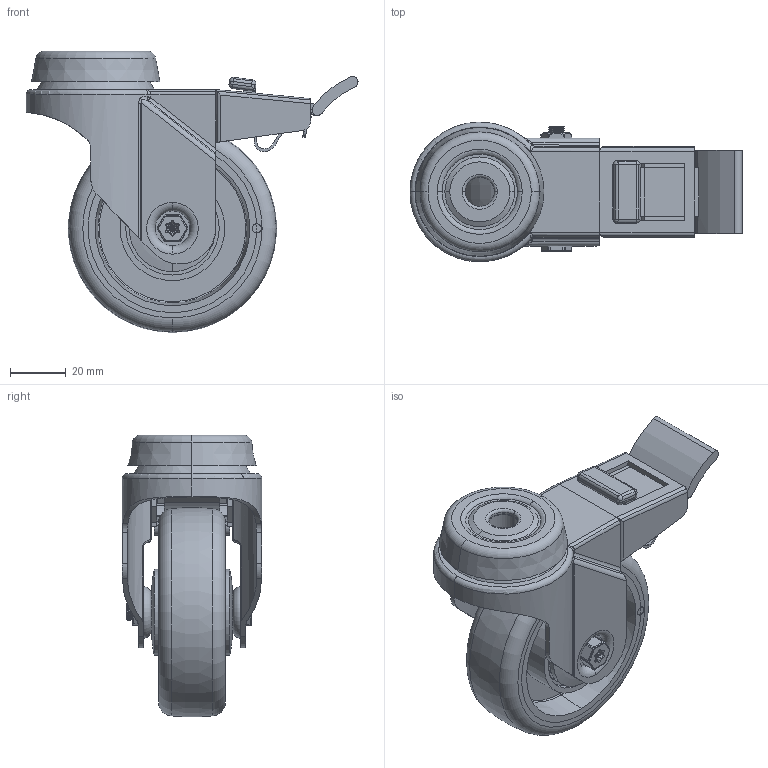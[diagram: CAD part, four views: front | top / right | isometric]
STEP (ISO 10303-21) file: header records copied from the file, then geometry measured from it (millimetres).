
FILE_DESCRIPTION(('STEP AP203'),'1');
FILE_NAME('BZRA75GRECBJBH10SWB.STEP','2023-06-01T13:17:17',(' '),(' '),'Spatial InterOp 3D',' ',' ');
FILE_SCHEMA(('CONFIG_CONTROL_DESIGN'));
Length unit declared in the file: metre
Products named in the file (22): BZRA75ASBH10SWB; ZINC PLATED PRESSED STEEL HEAD; ZINC PLATED PRESSED STEEL FORKS; ZINC PLATED PRESSED STEEL BRAKE; NYLON BRAKE PEDAL; BRAKE PAD; BZRA75GRECBJBH10SWB; ELECTRICALLY CONDUCTIVE RUBBER TYRE; ELECTRICALLY CONDUCTIVE RUBBER TYRE Geometry; EC SPOT; SSL75WGRECBJM6; POLYPROPYLENE RIM; BEARING S608; Component1; Pattern; Component2; Component3; CAP; BOLTBZRA6MM; ZINC PLATED AXLE BOLT; NM6GR8HALFGR8; ZINC PLATED LOCKING NUT
Assembly tree (27 placements, depth 5):
  BZRA75GRECBJBH10SWB
    BZRA75ASBH10SWB
      ZINC PLATED PRESSED STEEL HEAD
      ZINC PLATED PRESSED STEEL FORKS
      ZINC PLATED PRESSED STEEL BRAKE
      NYLON BRAKE PEDAL
      BRAKE PAD
    SSL75WGRECBJM6
      ELECTRICALLY CONDUCTIVE RUBBER TYRE
        ELECTRICALLY CONDUCTIVE RUBBER TYRE Geometry
        EC SPOT
      POLYPROPYLENE RIM
      BEARING S608
        Component1
        Pattern
          Component2  x6
        Component3
      CAP  x2
    BOLTBZRA6MM
      ZINC PLATED AXLE BOLT
    NM6GR8HALFGR8
      ZINC PLATED LOCKING NUT
Bounding box: 119 x 50 x 100.96 mm (x, y, z)
Volume: 108187.6 mm3; surface area: 77981.5 mm2
Topology: 22 solids, 22 shells, 793 faces, 1972 edges, 1224 vertices
Faces by surface type: cylinder 341, plane 242, torus 104, bspline 44, cone 40, sphere 22
Entity records: 43951 total; most frequent: CARTESIAN_POINT 24454, DIRECTION 4057, ORIENTED_EDGE 3764, EDGE_CURVE 1882, AXIS2_PLACEMENT_3D 1631, VERTEX_POINT 1188, CIRCLE 829, EDGE_LOOP 824
